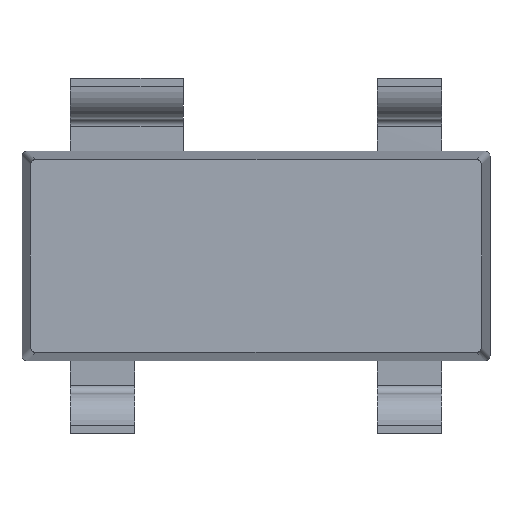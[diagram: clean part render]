
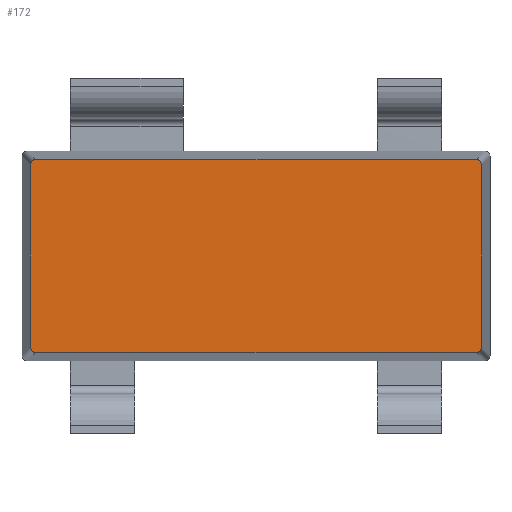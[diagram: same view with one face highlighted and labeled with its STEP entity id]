
A CAD part, front view. The second image highlights one B-rep face of the part: STEP entity #172.
In plain terms, the highlighted planar face has unit normal (0, -1, 0).
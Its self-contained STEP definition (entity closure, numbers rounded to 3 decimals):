
#172 = ADVANCED_FACE ( 'NONE', ( #1793 ), #3265, .F. ) ;
#182 = CARTESIAN_POINT ( 'NONE',  ( -1.397, 0.1, 0.584 ) ) ;
#184 =( BOUNDED_CURVE ( )  B_SPLINE_CURVE ( 3, ( #1260, #182, #3627, #3637 ),
 .UNSPECIFIED., .F., .T. ) 
 B_SPLINE_CURVE_WITH_KNOTS ( ( 4, 4 ),
 ( 5.503, 7.063 ),
 .UNSPECIFIED. ) 
 CURVE ( )  GEOMETRIC_REPRESENTATION_ITEM ( )  RATIONAL_B_SPLINE_CURVE ( ( 1., 0.807, 0.807, 1. ) ) 
 REPRESENTATION_ITEM ( '' )  );
#234 = LINE ( 'NONE', #3845, #2406 ) ;
#288 = VERTEX_POINT ( 'NONE', #2312 ) ;
#433 = DIRECTION ( 'NONE',  ( 1., 0., 0. ) ) ;
#468 = CARTESIAN_POINT ( 'NONE',  ( 1.397, 0.1, 0.566 ) ) ;
#480 = CARTESIAN_POINT ( 'NONE',  ( 1.366, 0.1, 0.597 ) ) ;
#543 = EDGE_CURVE ( 'NONE', #1960, #2102, #2723, .T. ) ;
#603 = CARTESIAN_POINT ( 'NONE',  ( 1.397, 0.1, -0.584 ) ) ;
#687 = AXIS2_PLACEMENT_3D ( 'NONE', #2993, #908, #2249 ) ;
#718 = EDGE_LOOP ( 'NONE', ( #2235, #4054, #3675, #3291, #1849, #3478, #2453, #3236 ) ) ;
#765 =( BOUNDED_CURVE ( )  B_SPLINE_CURVE ( 3, ( #1307, #603, #2696, #4351 ),
 .UNSPECIFIED., .F., .F. ) 
 B_SPLINE_CURVE_WITH_KNOTS ( ( 4, 4 ),
 ( 5.503, 7.063 ),
 .UNSPECIFIED. ) 
 CURVE ( )  GEOMETRIC_REPRESENTATION_ITEM ( )  RATIONAL_B_SPLINE_CURVE ( ( 1., 0.807, 0.807, 1. ) ) 
 REPRESENTATION_ITEM ( '' )  );
#776 = VECTOR ( 'NONE', #2360, 1000. ) ;
#844 = CARTESIAN_POINT ( 'NONE',  ( -1.366, 0.1, -0.597 ) ) ;
#855 = CARTESIAN_POINT ( 'NONE',  ( -1.366, 0.1, -0.597 ) ) ;
#908 = DIRECTION ( 'NONE',  ( 0., 1., 0. ) ) ;
#951 = EDGE_CURVE ( 'NONE', #2102, #1824, #4295, .T. ) ;
#1070 = CARTESIAN_POINT ( 'NONE',  ( -1.366, 0.1, 0.597 ) ) ;
#1132 = CARTESIAN_POINT ( 'NONE',  ( 0., 0.1, 0.597 ) ) ;
#1154 = VERTEX_POINT ( 'NONE', #2044 ) ;
#1176 = LINE ( 'NONE', #3039, #776 ) ;
#1223 = CARTESIAN_POINT ( 'NONE',  ( -1.397, 0.1, -0.584 ) ) ;
#1260 = CARTESIAN_POINT ( 'NONE',  ( -1.397, 0.1, 0.566 ) ) ;
#1300 = LINE ( 'NONE', #1132, #2266 ) ;
#1307 = CARTESIAN_POINT ( 'NONE',  ( 1.397, 0.1, -0.566 ) ) ;
#1342 = EDGE_CURVE ( 'NONE', #1154, #3142, #1635, .T. ) ;
#1476 = EDGE_CURVE ( 'NONE', #4287, #288, #765, .T. ) ;
#1618 = EDGE_CURVE ( 'NONE', #288, #1960, #1176, .T. ) ;
#1635 =( BOUNDED_CURVE ( )  B_SPLINE_CURVE ( 3, ( #480, #3505, #3163, #468 ),
 .UNSPECIFIED., .F., .F. ) 
 B_SPLINE_CURVE_WITH_KNOTS ( ( 4, 4 ),
 ( 5.503, 7.063 ),
 .UNSPECIFIED. ) 
 CURVE ( )  GEOMETRIC_REPRESENTATION_ITEM ( )  RATIONAL_B_SPLINE_CURVE ( ( 1., 0.807, 0.807, 1. ) ) 
 REPRESENTATION_ITEM ( '' )  );
#1793 = FACE_OUTER_BOUND ( 'NONE', #718, .T. ) ;
#1824 = VERTEX_POINT ( 'NONE', #2227 ) ;
#1849 = ORIENTED_EDGE ( 'NONE', *, *, #3762, .F. ) ;
#1884 = CARTESIAN_POINT ( 'NONE',  ( -1.397, 0.1, 0. ) ) ;
#1960 = VERTEX_POINT ( 'NONE', #855 ) ;
#2044 = CARTESIAN_POINT ( 'NONE',  ( 1.366, 0.1, 0.597 ) ) ;
#2102 = VERTEX_POINT ( 'NONE', #3000 ) ;
#2227 = CARTESIAN_POINT ( 'NONE',  ( -1.397, 0.1, 0.566 ) ) ;
#2235 = ORIENTED_EDGE ( 'NONE', *, *, #1476, .F. ) ;
#2249 = DIRECTION ( 'NONE',  ( 0., 0., 1. ) ) ;
#2266 = VECTOR ( 'NONE', #433, 1000. ) ;
#2312 = CARTESIAN_POINT ( 'NONE',  ( 1.366, 0.1, -0.597 ) ) ;
#2360 = DIRECTION ( 'NONE',  ( -1., 0., 0. ) ) ;
#2406 = VECTOR ( 'NONE', #3161, 1000. ) ;
#2453 = ORIENTED_EDGE ( 'NONE', *, *, #543, .F. ) ;
#2557 = CARTESIAN_POINT ( 'NONE',  ( -1.384, 0.1, -0.597 ) ) ;
#2696 = CARTESIAN_POINT ( 'NONE',  ( 1.384, 0.1, -0.597 ) ) ;
#2723 =( BOUNDED_CURVE ( )  B_SPLINE_CURVE ( 3, ( #844, #2557, #1223, #2900 ),
 .UNSPECIFIED., .F., .F. ) 
 B_SPLINE_CURVE_WITH_KNOTS ( ( 4, 4 ),
 ( 5.503, 7.063 ),
 .UNSPECIFIED. ) 
 CURVE ( )  GEOMETRIC_REPRESENTATION_ITEM ( )  RATIONAL_B_SPLINE_CURVE ( ( 1., 0.807, 0.807, 1. ) ) 
 REPRESENTATION_ITEM ( '' )  );
#2900 = CARTESIAN_POINT ( 'NONE',  ( -1.397, 0.1, -0.566 ) ) ;
#2993 = CARTESIAN_POINT ( 'NONE',  ( 0., 0.1, 0. ) ) ;
#3000 = CARTESIAN_POINT ( 'NONE',  ( -1.397, 0.1, -0.566 ) ) ;
#3039 = CARTESIAN_POINT ( 'NONE',  ( 0., 0.1, -0.597 ) ) ;
#3077 = EDGE_CURVE ( 'NONE', #3142, #4287, #234, .T. ) ;
#3142 = VERTEX_POINT ( 'NONE', #3272 ) ;
#3161 = DIRECTION ( 'NONE',  ( 0., 0., -1. ) ) ;
#3163 = CARTESIAN_POINT ( 'NONE',  ( 1.397, 0.1, 0.584 ) ) ;
#3236 = ORIENTED_EDGE ( 'NONE', *, *, #1618, .F. ) ;
#3253 = DIRECTION ( 'NONE',  ( 0., 0., 1. ) ) ;
#3265 = PLANE ( 'NONE',  #687 ) ;
#3272 = CARTESIAN_POINT ( 'NONE',  ( 1.397, 0.1, 0.566 ) ) ;
#3291 = ORIENTED_EDGE ( 'NONE', *, *, #4110, .F. ) ;
#3318 = VECTOR ( 'NONE', #3253, 1000. ) ;
#3478 = ORIENTED_EDGE ( 'NONE', *, *, #951, .F. ) ;
#3505 = CARTESIAN_POINT ( 'NONE',  ( 1.384, 0.1, 0.597 ) ) ;
#3613 = CARTESIAN_POINT ( 'NONE',  ( 1.397, 0.1, -0.566 ) ) ;
#3627 = CARTESIAN_POINT ( 'NONE',  ( -1.384, 0.1, 0.597 ) ) ;
#3637 = CARTESIAN_POINT ( 'NONE',  ( -1.366, 0.1, 0.597 ) ) ;
#3675 = ORIENTED_EDGE ( 'NONE', *, *, #1342, .F. ) ;
#3762 = EDGE_CURVE ( 'NONE', #1824, #4011, #184, .T. ) ;
#3845 = CARTESIAN_POINT ( 'NONE',  ( 1.397, 0.1, 0. ) ) ;
#4011 = VERTEX_POINT ( 'NONE', #1070 ) ;
#4054 = ORIENTED_EDGE ( 'NONE', *, *, #3077, .F. ) ;
#4110 = EDGE_CURVE ( 'NONE', #4011, #1154, #1300, .T. ) ;
#4287 = VERTEX_POINT ( 'NONE', #3613 ) ;
#4295 = LINE ( 'NONE', #1884, #3318 ) ;
#4351 = CARTESIAN_POINT ( 'NONE',  ( 1.366, 0.1, -0.597 ) ) ;
